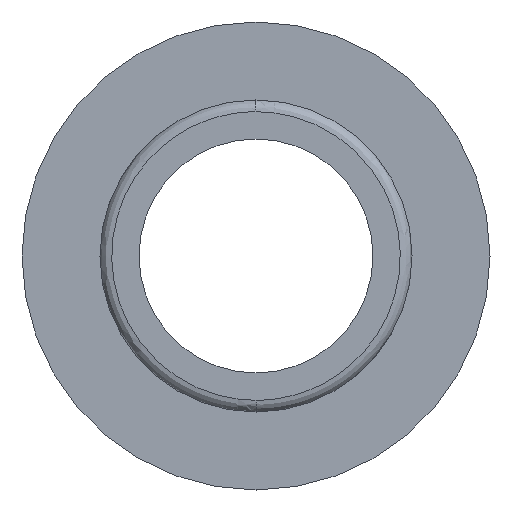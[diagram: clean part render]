
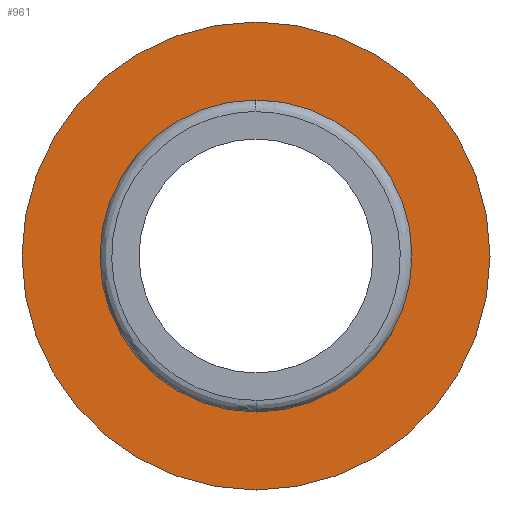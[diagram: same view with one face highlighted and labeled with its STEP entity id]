
A CAD part, front view. The second image highlights one B-rep face of the part: STEP entity #961.
In plain terms, the highlighted planar face has unit normal (0, -1, 0).
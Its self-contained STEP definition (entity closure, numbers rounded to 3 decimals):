
#67 = EDGE_LOOP ( 'NONE', ( #715, #714 ) ) ;
#73 = EDGE_LOOP ( 'NONE', ( #717, #716 ) ) ;
#98 = EDGE_CURVE ( 'NONE', #814, #811, #783, .T. ) ;
#104 = EDGE_CURVE ( 'NONE', #819, #809, #776, .T. ) ;
#263 = DIRECTION ( 'NONE',  ( 0., 0., 1. ) ) ;
#265 = PLANE ( 'NONE',  #644 ) ;
#266 = CARTESIAN_POINT ( 'NONE',  ( -6.072, 19., -6.072 ) ) ;
#281 = DIRECTION ( 'NONE',  ( 0., 1., 0. ) ) ;
#329 = CARTESIAN_POINT ( 'NONE',  ( 0., 19., 6. ) ) ;
#334 = CARTESIAN_POINT ( 'NONE',  ( 0., 19., 4. ) ) ;
#337 = CARTESIAN_POINT ( 'NONE',  ( 0., 19., -4. ) ) ;
#351 = CARTESIAN_POINT ( 'NONE',  ( 0., 19., -6. ) ) ;
#411 = DIRECTION ( 'NONE',  ( 0., 0., -1. ) ) ;
#412 = DIRECTION ( 'NONE',  ( 0., 1., 0. ) ) ;
#413 = CARTESIAN_POINT ( 'NONE',  ( 0., 19., 0. ) ) ;
#427 = DIRECTION ( 'NONE',  ( 0., 0., -1. ) ) ;
#428 = DIRECTION ( 'NONE',  ( 0., 1., 0. ) ) ;
#429 = CARTESIAN_POINT ( 'NONE',  ( 0., 19., 0. ) ) ;
#502 = DIRECTION ( 'NONE',  ( 0., 0., -1. ) ) ;
#503 = DIRECTION ( 'NONE',  ( 0., 1., 0. ) ) ;
#504 = CARTESIAN_POINT ( 'NONE',  ( 0., 19., 0. ) ) ;
#519 = DIRECTION ( 'NONE',  ( 0., 0., -1. ) ) ;
#520 = DIRECTION ( 'NONE',  ( 0., 1., 0. ) ) ;
#521 = CARTESIAN_POINT ( 'NONE',  ( 0., 19., 0. ) ) ;
#580 = EDGE_CURVE ( 'NONE', #809, #819, #898, .T. ) ;
#585 = EDGE_CURVE ( 'NONE', #811, #814, #893, .T. ) ;
#600 = AXIS2_PLACEMENT_3D ( 'NONE', #521, #520, #519 ) ;
#603 = AXIS2_PLACEMENT_3D ( 'NONE', #504, #503, #502 ) ;
#623 = AXIS2_PLACEMENT_3D ( 'NONE', #429, #428, #427 ) ;
#624 = AXIS2_PLACEMENT_3D ( 'NONE', #413, #412, #411 ) ;
#644 = AXIS2_PLACEMENT_3D ( 'NONE', #266, #281, #263 ) ;
#714 = ORIENTED_EDGE ( 'NONE', *, *, #104, .F. ) ;
#715 = ORIENTED_EDGE ( 'NONE', *, *, #580, .F. ) ;
#716 = ORIENTED_EDGE ( 'NONE', *, *, #98, .T. ) ;
#717 = ORIENTED_EDGE ( 'NONE', *, *, #585, .T. ) ;
#776 = CIRCLE ( 'NONE', #603, 6. ) ;
#783 = CIRCLE ( 'NONE', #600, 4. ) ;
#809 = VERTEX_POINT ( 'NONE', #351 ) ;
#811 = VERTEX_POINT ( 'NONE', #337 ) ;
#814 = VERTEX_POINT ( 'NONE', #334 ) ;
#819 = VERTEX_POINT ( 'NONE', #329 ) ;
#893 = CIRCLE ( 'NONE', #624, 4. ) ;
#898 = CIRCLE ( 'NONE', #623, 6. ) ;
#936 = FACE_OUTER_BOUND ( 'NONE', #67, .T. ) ;
#940 = FACE_BOUND ( 'NONE', #73, .T. ) ;
#961 = ADVANCED_FACE ( 'NONE', ( #940, #936 ), #265, .F. ) ;
